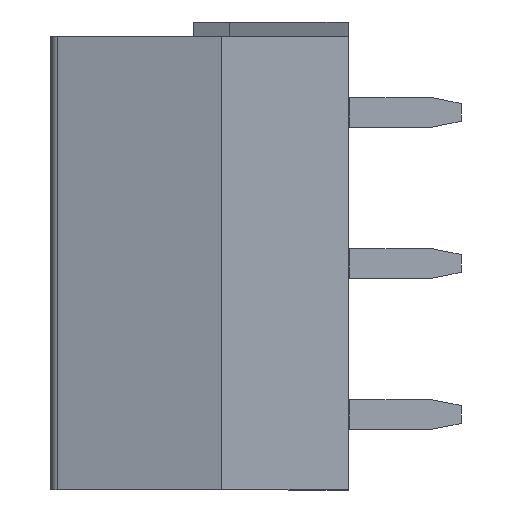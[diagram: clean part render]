
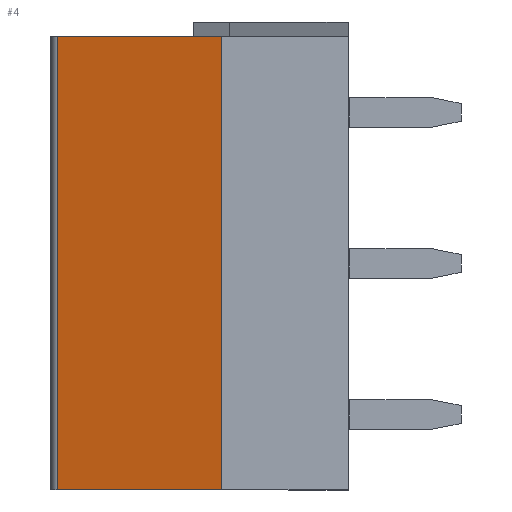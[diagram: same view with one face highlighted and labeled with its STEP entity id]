
A CAD part, left-side view. The second image highlights one B-rep face of the part: STEP entity #4.
In plain terms, the highlighted planar face has unit normal (-0.966, 0.259, 0).
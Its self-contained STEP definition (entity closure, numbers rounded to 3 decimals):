
#4 = ADVANCED_FACE ( 'NONE', ( #4142 ), #1556, .T. ) ;
#30 = VERTEX_POINT ( 'NONE', #2745 ) ;
#144 = VERTEX_POINT ( 'NONE', #5200 ) ;
#237 = LINE ( 'NONE', #2364, #811 ) ;
#633 = DIRECTION ( 'NONE',  ( -0.966, 0.259, 0. ) ) ;
#779 = DIRECTION ( 'NONE',  ( 0., 0., -1. ) ) ;
#811 = VECTOR ( 'NONE', #4491, 1000. ) ;
#819 = EDGE_CURVE ( 'NONE', #1271, #5837, #3331, .T. ) ;
#873 = DIRECTION ( 'NONE',  ( 0.259, 0.966, 0. ) ) ;
#940 = VECTOR ( 'NONE', #779, 1000. ) ;
#1204 = DIRECTION ( 'NONE',  ( 0., 0., -1. ) ) ;
#1271 = VERTEX_POINT ( 'NONE', #5026 ) ;
#1556 = PLANE ( 'NONE',  #3191 ) ;
#1766 = CARTESIAN_POINT ( 'NONE',  ( 0., 4.25, 12.7 ) ) ;
#2171 = EDGE_CURVE ( 'NONE', #30, #144, #2815, .T. ) ;
#2364 = CARTESIAN_POINT ( 'NONE',  ( 0., 4.25, -2.54 ) ) ;
#2745 = CARTESIAN_POINT ( 'NONE',  ( 1.481, 9.778, 12.7 ) ) ;
#2815 = LINE ( 'NONE', #5000, #940 ) ;
#3096 = ORIENTED_EDGE ( 'NONE', *, *, #2171, .T. ) ;
#3191 = AXIS2_PLACEMENT_3D ( 'NONE', #1766, #633, #4303 ) ;
#3331 = LINE ( 'NONE', #5467, #4863 ) ;
#3687 = ORIENTED_EDGE ( 'NONE', *, *, #819, .F. ) ;
#3935 = ORIENTED_EDGE ( 'NONE', *, *, #5981, .T. ) ;
#4142 = FACE_OUTER_BOUND ( 'NONE', #4374, .T. ) ;
#4303 = DIRECTION ( 'NONE',  ( -0.259, -0.966, 0. ) ) ;
#4374 = EDGE_LOOP ( 'NONE', ( #3096, #6327, #3687, #3935 ) ) ;
#4375 = VECTOR ( 'NONE', #873, 1000. ) ;
#4491 = DIRECTION ( 'NONE',  ( 0.259, 0.966, 0. ) ) ;
#4712 = CARTESIAN_POINT ( 'NONE',  ( 0., 4.25, 12.7 ) ) ;
#4863 = VECTOR ( 'NONE', #1204, 1000. ) ;
#5000 = CARTESIAN_POINT ( 'NONE',  ( 1.481, 9.778, 12.7 ) ) ;
#5026 = CARTESIAN_POINT ( 'NONE',  ( 0., 4.25, 12.7 ) ) ;
#5200 = CARTESIAN_POINT ( 'NONE',  ( 1.481, 9.778, -2.54 ) ) ;
#5467 = CARTESIAN_POINT ( 'NONE',  ( 0., 4.25, 12.7 ) ) ;
#5707 = CARTESIAN_POINT ( 'NONE',  ( 0., 4.25, -2.54 ) ) ;
#5765 = EDGE_CURVE ( 'NONE', #5837, #144, #237, .T. ) ;
#5837 = VERTEX_POINT ( 'NONE', #5707 ) ;
#5981 = EDGE_CURVE ( 'NONE', #1271, #30, #6243, .T. ) ;
#6243 = LINE ( 'NONE', #4712, #4375 ) ;
#6327 = ORIENTED_EDGE ( 'NONE', *, *, #5765, .F. ) ;
